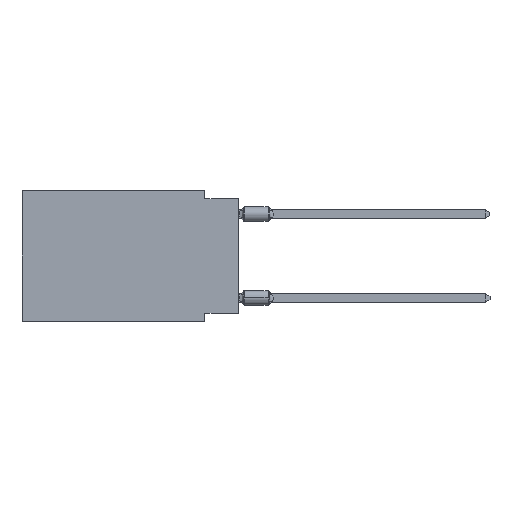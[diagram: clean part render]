
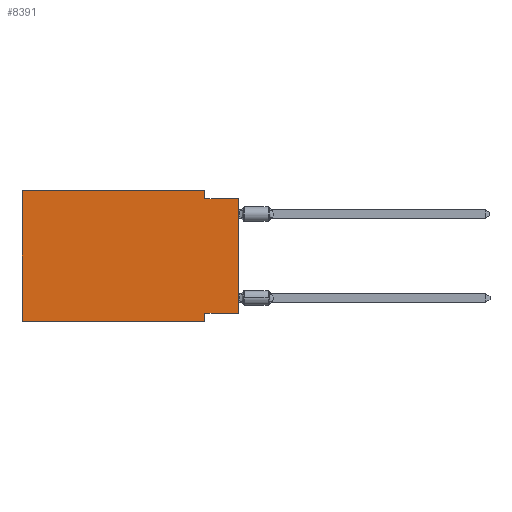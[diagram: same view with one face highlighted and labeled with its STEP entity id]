
A CAD part, left-side view. The second image highlights one B-rep face of the part: STEP entity #8391.
In plain terms, the highlighted planar face has unit normal (-1, 0, 0).
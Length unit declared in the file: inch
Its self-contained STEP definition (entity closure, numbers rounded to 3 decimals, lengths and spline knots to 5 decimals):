
#336 = DIRECTION ( 'NONE',  ( 0., 0., 1. ) ) ;
#424 = ORIENTED_EDGE ( 'NONE', *, *, #12493, .F. ) ;
#708 = ORIENTED_EDGE ( 'NONE', *, *, #12083, .F. ) ;
#1124 = LINE ( 'NONE', #4510, #5244 ) ;
#1541 = CARTESIAN_POINT ( 'NONE',  ( 0., 0.645, -0.39 ) ) ;
#1558 = ORIENTED_EDGE ( 'NONE', *, *, #4386, .F. ) ;
#1916 = VECTOR ( 'NONE', #11201, 39.37008 ) ;
#2259 = CARTESIAN_POINT ( 'NONE',  ( 0., 0., -0.025 ) ) ;
#2546 = VERTEX_POINT ( 'NONE', #7642 ) ;
#2921 = DIRECTION ( 'NONE',  ( 0., 0., -1. ) ) ;
#2986 = LINE ( 'NONE', #12884, #12634 ) ;
#3951 = EDGE_CURVE ( 'NONE', #8270, #9367, #6291, .T. ) ;
#4206 = CARTESIAN_POINT ( 'NONE',  ( 0., 0.1, -0.39 ) ) ;
#4386 = EDGE_CURVE ( 'NONE', #2546, #15627, #2986, .T. ) ;
#4510 = CARTESIAN_POINT ( 'NONE',  ( 0., 0.645, -0.39 ) ) ;
#4857 = DIRECTION ( 'NONE',  ( 0., 0., -1. ) ) ;
#5103 = DIRECTION ( 'NONE',  ( 0., -1., 0. ) ) ;
#5206 = CARTESIAN_POINT ( 'NONE',  ( 0., 0.1, -0.39 ) ) ;
#5243 = VECTOR ( 'NONE', #13683, 39.37008 ) ;
#5244 = VECTOR ( 'NONE', #13043, 39.37008 ) ;
#5436 = EDGE_CURVE ( 'NONE', #11216, #15627, #7554, .T. ) ;
#5891 = CARTESIAN_POINT ( 'NONE',  ( 0., 0.645, 0. ) ) ;
#6165 = ORIENTED_EDGE ( 'NONE', *, *, #3951, .F. ) ;
#6219 = ORIENTED_EDGE ( 'NONE', *, *, #7152, .F. ) ;
#6291 = LINE ( 'NONE', #4206, #12622 ) ;
#6337 = CARTESIAN_POINT ( 'NONE',  ( 0., 0., -0.365 ) ) ;
#6588 = CARTESIAN_POINT ( 'NONE',  ( 0., 0., 0. ) ) ;
#6799 = EDGE_LOOP ( 'NONE', ( #7766, #1558, #708, #424, #15273, #11165, #6165, #6219 ) ) ;
#7152 = EDGE_CURVE ( 'NONE', #11216, #8270, #7764, .T. ) ;
#7389 = CARTESIAN_POINT ( 'NONE',  ( 0., 0.645, 0. ) ) ;
#7509 = CARTESIAN_POINT ( 'NONE',  ( 0., 0.1, 0. ) ) ;
#7554 = LINE ( 'NONE', #6588, #10541 ) ;
#7642 = CARTESIAN_POINT ( 'NONE',  ( 0., 0.1, -0.025 ) ) ;
#7764 = LINE ( 'NONE', #6337, #1916 ) ;
#7766 = ORIENTED_EDGE ( 'NONE', *, *, #5436, .T. ) ;
#8270 = VERTEX_POINT ( 'NONE', #14022 ) ;
#8391 = ADVANCED_FACE ( 'NONE', ( #14423 ), #9795, .F. ) ;
#9367 = VERTEX_POINT ( 'NONE', #5206 ) ;
#9416 = CARTESIAN_POINT ( 'NONE',  ( 0., 0.1, 0. ) ) ;
#9645 = VERTEX_POINT ( 'NONE', #9416 ) ;
#9795 = PLANE ( 'NONE',  #13443 ) ;
#10118 = LINE ( 'NONE', #12453, #15121 ) ;
#10323 = CARTESIAN_POINT ( 'NONE',  ( 0., 0., -0.365 ) ) ;
#10541 = VECTOR ( 'NONE', #336, 39.37008 ) ;
#11165 = ORIENTED_EDGE ( 'NONE', *, *, #14417, .T. ) ;
#11180 = LINE ( 'NONE', #7509, #13345 ) ;
#11201 = DIRECTION ( 'NONE',  ( 0., 1., 0. ) ) ;
#11216 = VERTEX_POINT ( 'NONE', #10323 ) ;
#11873 = EDGE_CURVE ( 'NONE', #14147, #12190, #13458, .T. ) ;
#12083 = EDGE_CURVE ( 'NONE', #9645, #2546, #11180, .T. ) ;
#12190 = VERTEX_POINT ( 'NONE', #12779 ) ;
#12453 = CARTESIAN_POINT ( 'NONE',  ( 0., 0.645, 0. ) ) ;
#12493 = EDGE_CURVE ( 'NONE', #12190, #9645, #10118, .T. ) ;
#12622 = VECTOR ( 'NONE', #2921, 39.37008 ) ;
#12634 = VECTOR ( 'NONE', #14060, 39.37008 ) ;
#12779 = CARTESIAN_POINT ( 'NONE',  ( 0., 0.645, 0. ) ) ;
#12884 = CARTESIAN_POINT ( 'NONE',  ( 0., 0., -0.025 ) ) ;
#13043 = DIRECTION ( 'NONE',  ( 0., -1., 0. ) ) ;
#13345 = VECTOR ( 'NONE', #14834, 39.37008 ) ;
#13443 = AXIS2_PLACEMENT_3D ( 'NONE', #5891, #15779, #4857 ) ;
#13458 = LINE ( 'NONE', #7389, #5243 ) ;
#13683 = DIRECTION ( 'NONE',  ( 0., 0., 1. ) ) ;
#14022 = CARTESIAN_POINT ( 'NONE',  ( 0., 0.1, -0.365 ) ) ;
#14060 = DIRECTION ( 'NONE',  ( 0., -1., 0. ) ) ;
#14147 = VERTEX_POINT ( 'NONE', #1541 ) ;
#14417 = EDGE_CURVE ( 'NONE', #14147, #9367, #1124, .T. ) ;
#14423 = FACE_OUTER_BOUND ( 'NONE', #6799, .T. ) ;
#14834 = DIRECTION ( 'NONE',  ( 0., 0., -1. ) ) ;
#15121 = VECTOR ( 'NONE', #5103, 39.37008 ) ;
#15273 = ORIENTED_EDGE ( 'NONE', *, *, #11873, .F. ) ;
#15627 = VERTEX_POINT ( 'NONE', #2259 ) ;
#15779 = DIRECTION ( 'NONE',  ( 1., 0., 0. ) ) ;
